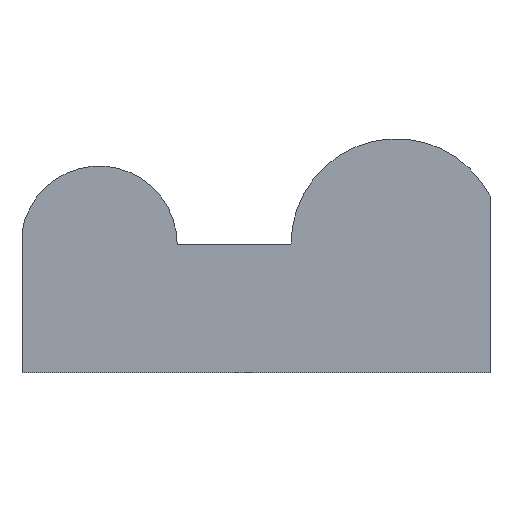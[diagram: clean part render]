
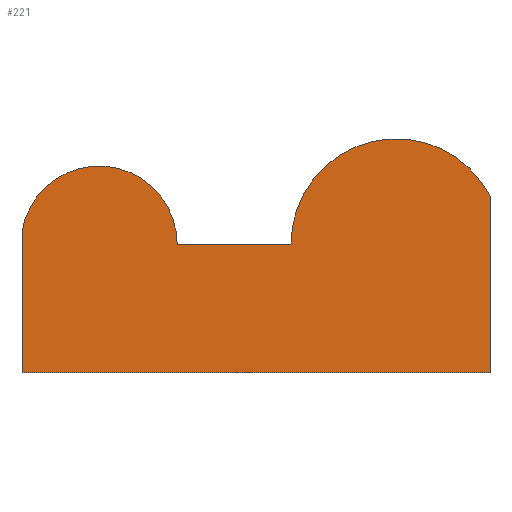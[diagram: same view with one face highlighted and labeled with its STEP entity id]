
A CAD part, top view. The second image highlights one B-rep face of the part: STEP entity #221.
In plain terms, the highlighted planar face has unit normal (0, 0, 1).
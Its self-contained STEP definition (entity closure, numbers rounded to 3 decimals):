
#24 = VERTEX_POINT('',#25);
#25 = CARTESIAN_POINT('',(-3.,-0.9,1.9));
#31 = EDGE_CURVE('',#24,#32,#34,.T.);
#32 = VERTEX_POINT('',#33);
#33 = CARTESIAN_POINT('',(-3.,0.9,1.9));
#34 = LINE('',#35,#36);
#35 = CARTESIAN_POINT('',(-3.,-0.9,1.9));
#36 = VECTOR('',#37,1.);
#37 = DIRECTION('',(0.,1.,0.));
#64 = VERTEX_POINT('',#65);
#65 = CARTESIAN_POINT('',(-1.011,0.75,1.9));
#71 = EDGE_CURVE('',#64,#32,#72,.T.);
#72 = CIRCLE('',#73,1.);
#73 = AXIS2_PLACEMENT_3D('',#74,#75,#76);
#74 = CARTESIAN_POINT('',(-2.011,0.75,1.9));
#75 = DIRECTION('',(0.,0.,1.));
#76 = DIRECTION('',(1.,0.,0.));
#95 = EDGE_CURVE('',#64,#96,#98,.T.);
#96 = VERTEX_POINT('',#97);
#97 = CARTESIAN_POINT('',(0.449,0.75,1.9));
#98 = LINE('',#99,#100);
#99 = CARTESIAN_POINT('',(-1.011,0.75,1.9));
#100 = VECTOR('',#101,1.);
#101 = DIRECTION('',(1.,0.,0.));
#128 = VERTEX_POINT('',#129);
#129 = CARTESIAN_POINT('',(3.,1.366,1.9));
#135 = EDGE_CURVE('',#128,#96,#136,.T.);
#136 = CIRCLE('',#137,1.35);
#137 = AXIS2_PLACEMENT_3D('',#138,#139,#140);
#138 = CARTESIAN_POINT('',(1.799,0.75,1.9));
#139 = DIRECTION('',(0.,0.,1.));
#140 = DIRECTION('',(1.,0.,0.));
#159 = EDGE_CURVE('',#128,#160,#162,.T.);
#160 = VERTEX_POINT('',#161);
#161 = CARTESIAN_POINT('',(3.,-0.9,1.9));
#162 = LINE('',#163,#164);
#163 = CARTESIAN_POINT('',(3.,1.366,1.9));
#164 = VECTOR('',#165,1.);
#165 = DIRECTION('',(0.,-1.,0.));
#190 = EDGE_CURVE('',#160,#24,#191,.T.);
#191 = LINE('',#192,#193);
#192 = CARTESIAN_POINT('',(3.,-0.9,1.9));
#193 = VECTOR('',#194,1.);
#194 = DIRECTION('',(-1.,0.,0.));
#221 = ADVANCED_FACE('',(#222),#230,.T.);
#222 = FACE_BOUND('',#223,.F.);
#223 = EDGE_LOOP('',(#224,#225,#226,#227,#228,#229));
#224 = ORIENTED_EDGE('',*,*,#31,.T.);
#225 = ORIENTED_EDGE('',*,*,#71,.F.);
#226 = ORIENTED_EDGE('',*,*,#95,.T.);
#227 = ORIENTED_EDGE('',*,*,#135,.F.);
#228 = ORIENTED_EDGE('',*,*,#159,.T.);
#229 = ORIENTED_EDGE('',*,*,#190,.T.);
#230 = PLANE('',#231);
#231 = AXIS2_PLACEMENT_3D('',#232,#233,#234);
#232 = CARTESIAN_POINT('',(0.048,0.327,1.9));
#233 = DIRECTION('',(0.,0.,1.));
#234 = DIRECTION('',(1.,0.,0.));
